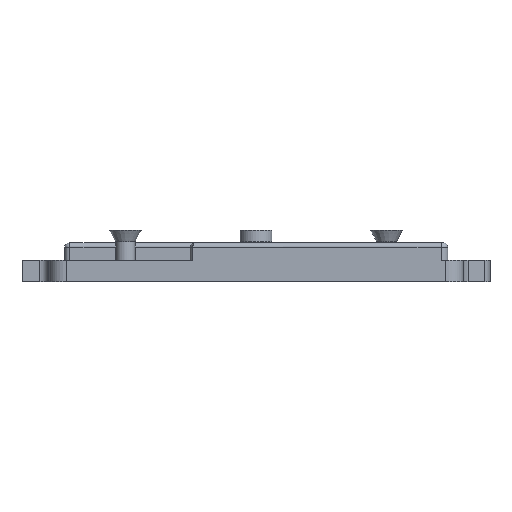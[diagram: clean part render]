
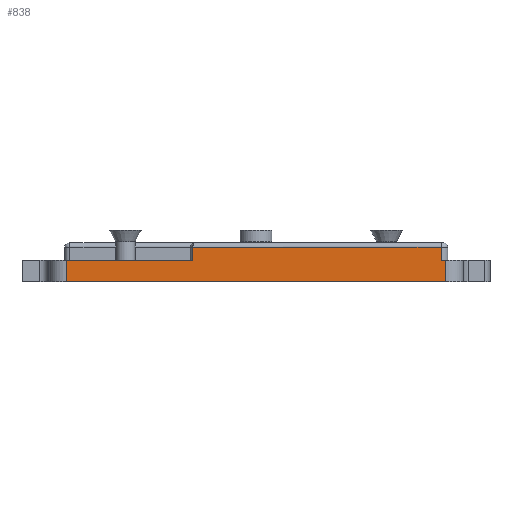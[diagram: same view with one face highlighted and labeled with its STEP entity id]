
A CAD part, front view. The second image highlights one B-rep face of the part: STEP entity #838.
In plain terms, the highlighted planar face has unit normal (0, -1, 0).
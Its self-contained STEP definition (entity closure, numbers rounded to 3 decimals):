
#52=FACE_OUTER_BOUND('',#105,.T.);
#105=EDGE_LOOP('',(#600,#601,#602,#603,#604,#605,#606,#607));
#154=LINE('',#1274,#226);
#168=LINE('',#1326,#240);
#173=LINE('',#1350,#245);
#174=LINE('',#1352,#246);
#175=LINE('',#1353,#247);
#176=LINE('',#1355,#248);
#177=LINE('',#1357,#249);
#178=LINE('',#1358,#250);
#226=VECTOR('',#1004,0.698);
#240=VECTOR('',#1042,18.225);
#245=VECTOR('',#1065,1.905);
#246=VECTOR('',#1066,35.687);
#247=VECTOR('',#1067,1.905);
#248=VECTOR('',#1068,3.048);
#249=VECTOR('',#1069,54.61);
#250=VECTOR('',#1070,3.048);
#350=VERTEX_POINT('',#1270);
#352=VERTEX_POINT('',#1273);
#377=VERTEX_POINT('',#1323);
#378=VERTEX_POINT('',#1325);
#388=VERTEX_POINT('',#1349);
#389=VERTEX_POINT('',#1351);
#390=VERTEX_POINT('',#1354);
#391=VERTEX_POINT('',#1356);
#434=EDGE_CURVE('',#350,#352,#154,.T.);
#460=EDGE_CURVE('',#377,#378,#168,.T.);
#472=EDGE_CURVE('',#388,#350,#173,.T.);
#473=EDGE_CURVE('',#388,#389,#174,.F.);
#474=EDGE_CURVE('',#389,#378,#175,.T.);
#475=EDGE_CURVE('',#377,#390,#176,.T.);
#476=EDGE_CURVE('',#390,#391,#177,.T.);
#477=EDGE_CURVE('',#391,#352,#178,.F.);
#600=ORIENTED_EDGE('',*,*,#472,.F.);
#601=ORIENTED_EDGE('',*,*,#473,.T.);
#602=ORIENTED_EDGE('',*,*,#474,.T.);
#603=ORIENTED_EDGE('',*,*,#460,.F.);
#604=ORIENTED_EDGE('',*,*,#475,.T.);
#605=ORIENTED_EDGE('',*,*,#476,.T.);
#606=ORIENTED_EDGE('',*,*,#477,.T.);
#607=ORIENTED_EDGE('',*,*,#434,.F.);
#816=PLANE('',#922);
#838=ADVANCED_FACE('',(#52),#816,.F.);
#922=AXIS2_PLACEMENT_3D('',#1348,#1063,#1064);
#1004=DIRECTION('',(1.,0.,0.));
#1042=DIRECTION('',(1.,0.,0.));
#1063=DIRECTION('center_axis',(0.,1.,0.));
#1064=DIRECTION('ref_axis',(0.,0.,1.));
#1065=DIRECTION('',(0.,0.,-1.));
#1066=DIRECTION('',(1.,0.,0.));
#1067=DIRECTION('',(0.,0.,-1.));
#1068=DIRECTION('',(0.,0.,-1.));
#1069=DIRECTION('',(1.,0.,0.));
#1070=DIRECTION('',(0.,0.,-1.));
#1270=CARTESIAN_POINT('',(56.452,0.,3.048));
#1273=CARTESIAN_POINT('',(57.15,0.,3.048));
#1274=CARTESIAN_POINT('',(56.452,0.,3.048));
#1323=CARTESIAN_POINT('',(2.54,0.,3.048));
#1325=CARTESIAN_POINT('',(20.765,0.,3.048));
#1326=CARTESIAN_POINT('',(2.54,0.,3.048));
#1348=CARTESIAN_POINT('Origin',(59.69,0.,3.048));
#1349=CARTESIAN_POINT('',(56.452,0.,4.953));
#1350=CARTESIAN_POINT('',(56.452,0.,4.953));
#1351=CARTESIAN_POINT('',(20.765,0.,4.953));
#1352=CARTESIAN_POINT('',(20.765,0.,4.953));
#1353=CARTESIAN_POINT('',(20.765,0.,4.953));
#1354=CARTESIAN_POINT('',(2.54,0.,0.));
#1355=CARTESIAN_POINT('',(2.54,0.,3.048));
#1356=CARTESIAN_POINT('',(57.15,0.,0.));
#1357=CARTESIAN_POINT('',(2.54,0.,0.));
#1358=CARTESIAN_POINT('',(57.15,0.,3.048));
